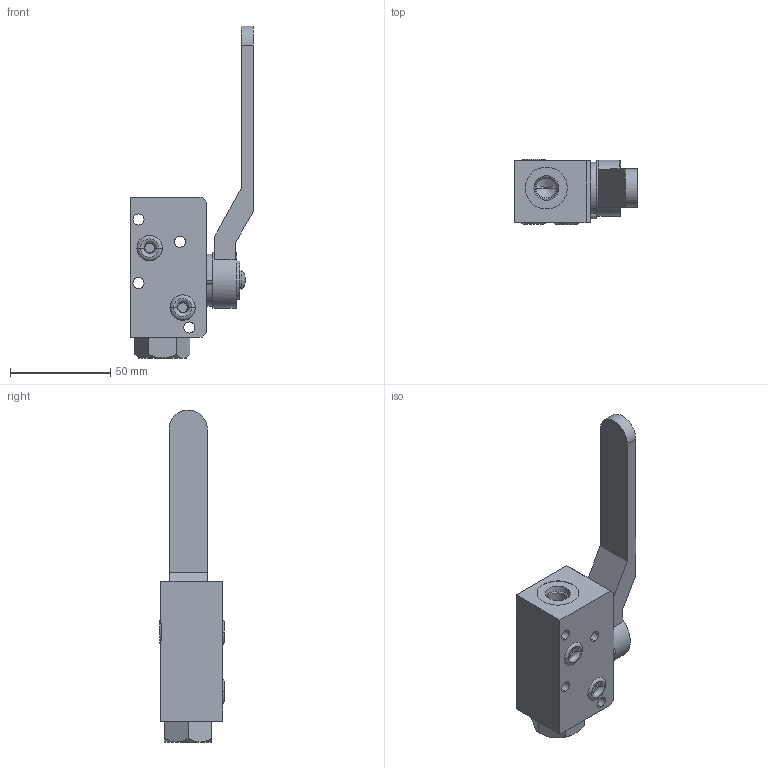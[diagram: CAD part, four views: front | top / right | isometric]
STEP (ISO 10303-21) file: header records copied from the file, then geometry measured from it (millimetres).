
FILE_DESCRIPTION((''),'2;1');
FILE_NAME('ILC70101700','2005-06-17T',('KR'),(''),'PRO/ENGINEER BY PARAMETRIC TECHNOLOGY CORPORATION, 2004290','PRO/ENGINEER BY PARAMETRIC TECHNOLOGY CORPORATION, 2004290','');
FILE_SCHEMA(('AUTOMOTIVE_DESIGN_CC2 { 1 2 10303 214 -1 1 5 2 }'));
Length unit declared in the file: inch
Products named in the file (1): ILC70101700
Bounding box: 61.42 x 32.44 x 165.94 mm (x, y, z)
Volume: 103943.2 mm3; surface area: 26540.6 mm2
Topology: 3 solids, 5 shells, 138 faces, 332 edges, 208 vertices
Faces by surface type: plane 54, cylinder 48, cone 24, torus 10, bspline 2
Entity records: 4657 total; most frequent: CARTESIAN_POINT 946, DIRECTION 740, ORIENTED_EDGE 652, EDGE_CURVE 328, AXIS2_PLACEMENT_3D 297, VERTEX_POINT 208, EDGE_LOOP 164, CIRCLE 160
